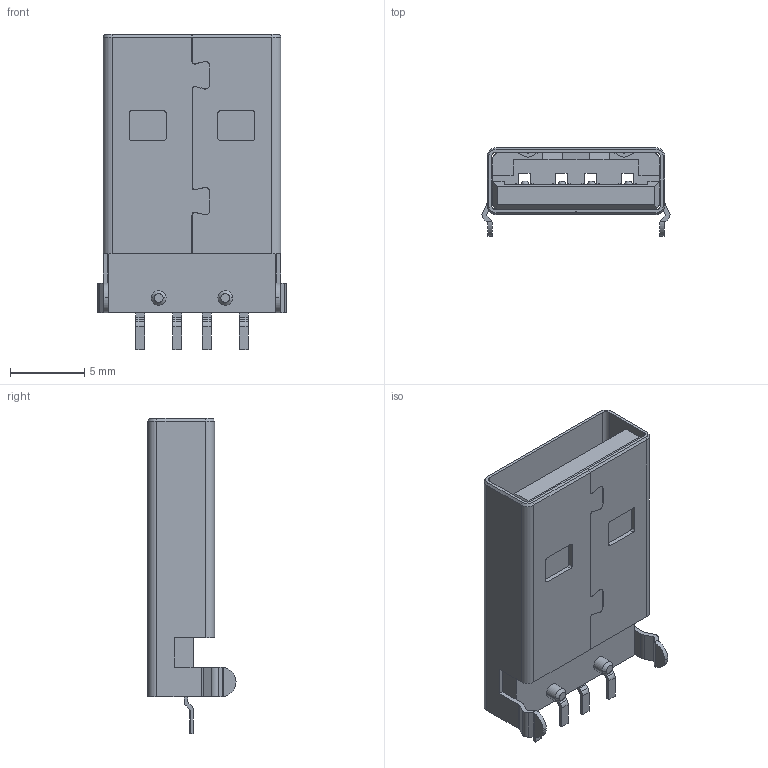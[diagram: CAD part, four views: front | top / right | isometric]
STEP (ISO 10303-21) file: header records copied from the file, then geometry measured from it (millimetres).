
FILE_DESCRIPTION (( 'STEP AP214' ), '1' );
FILE_NAME ('USB1061-GF-L-A.STEP', '2022-12-26T13:43:24', ( '' ), ( '' ), 'SwSTEP 2.0', 'SolidWorks 2022', '' );
FILE_SCHEMA (( 'AUTOMOTIVE_DESIGN' ));
Length unit declared in the file: millimetre
Products named in the file (6): USB1061-GF-L-A_PART2; USB1061-GF-L-A_PART3; USB1061-GF-L-A_PART5; USB1061-GF-L-A; USB1061-GF-L-A_PART1; USB1061-GF-L-A_PART4
Assembly tree (5 placements, depth 2):
  USB1061-GF-L-A
    USB1061-GF-L-A_PART5
    USB1061-GF-L-A_PART4
    USB1061-GF-L-A_PART3
    USB1061-GF-L-A_PART2
    USB1061-GF-L-A_PART1
Bounding box: 12.7 x 5.95 x 21.28 mm (x, y, z)
Volume: 680.9 mm3; surface area: 1494.4 mm2
Topology: 5 solids, 5 shells, 479 faces, 1359 edges, 880 vertices
Faces by surface type: plane 331, cylinder 132, cone 8, bspline 8
Entity records: 19781 total; most frequent: CARTESIAN_POINT 3143, ORIENTED_EDGE 2718, DIRECTION 2543, EDGE_CURVE 1359, LINE 1049, VECTOR 1049, VERTEX_POINT 880, AXIS2_PLACEMENT_3D 747
